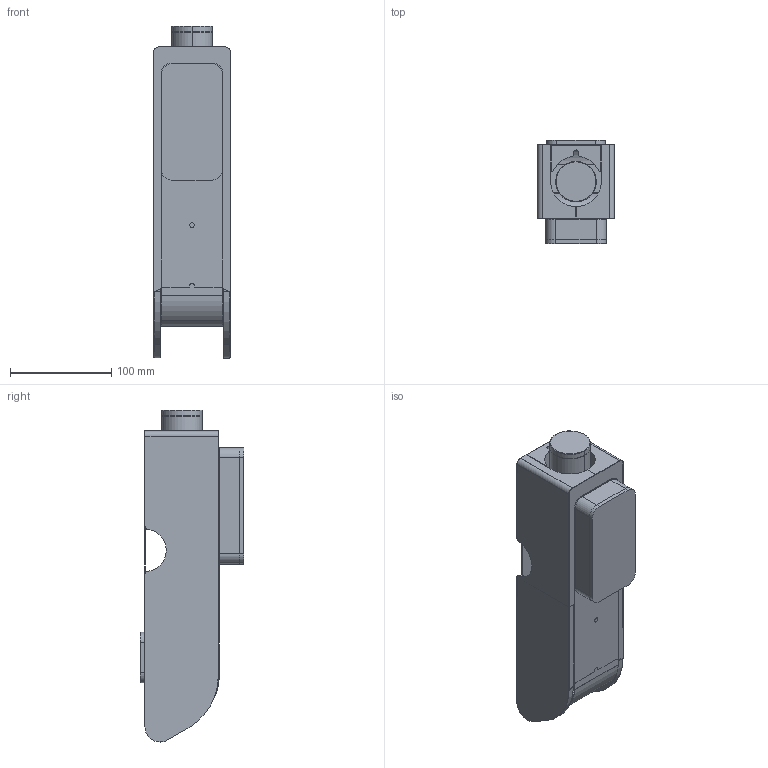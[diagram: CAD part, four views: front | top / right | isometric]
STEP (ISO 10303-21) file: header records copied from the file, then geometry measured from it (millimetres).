
FILE_DESCRIPTION (( 'STEP AP214' ), '1' );
FILE_NAME ('4.STEP', '2022-11-12T16:18:05', ( '' ), ( '' ), 'SwSTEP 2.0', 'SolidWorks 2021', '' );
FILE_SCHEMA (( 'AUTOMOTIVE_DESIGN' ));
Length unit declared in the file: millimetre
Products named in the file (1): 4
Bounding box: 76 x 102.2 x 328.16 mm (x, y, z)
Surface area: 273448.9 mm2 (no closed solid volume)
Topology: 0 solids, 10 shells, 171 faces, 502 edges, 334 vertices
Faces by surface type: plane 96, cylinder 69, cone 6
Entity records: 7529 total; most frequent: DIRECTION 1028, CARTESIAN_POINT 1008, ORIENTED_EDGE 860, EDGE_CURVE 502, AXIS2_PLACEMENT_3D 354, VERTEX_POINT 334, VECTOR 320, LINE 320
